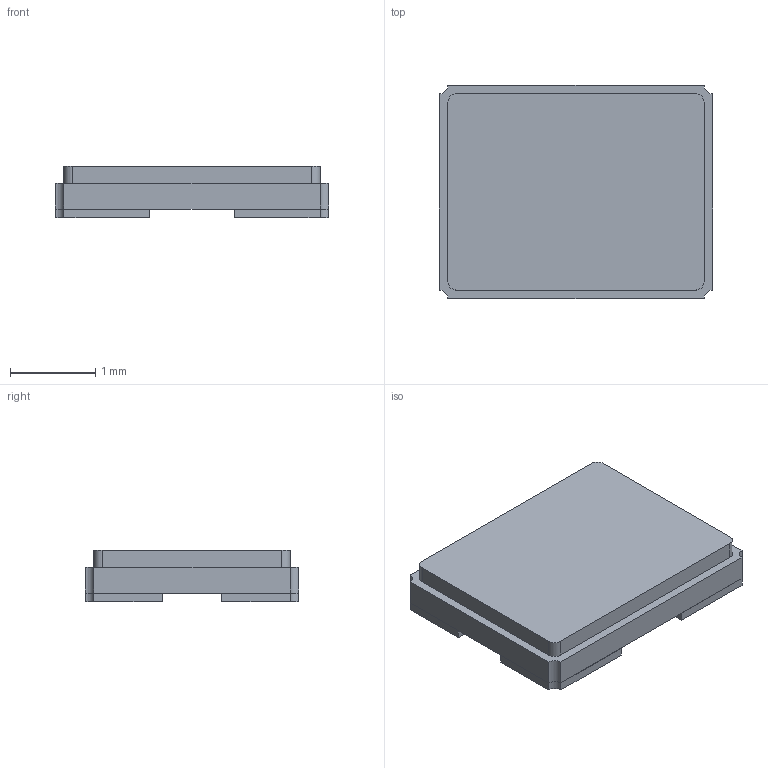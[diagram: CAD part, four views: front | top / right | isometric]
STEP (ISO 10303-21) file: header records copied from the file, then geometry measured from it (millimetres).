
FILE_DESCRIPTION (( 'STEP AP214' ), '1' );
FILE_NAME ('CRYSTAL-SMD-3_2X2_5.STEP', '2015-11-17T00:38:24', ( '' ), ( '' ), 'SwSTEP 2.0', 'SolidWorks 2014', '' );
FILE_SCHEMA (( 'AUTOMOTIVE_DESIGN' ));
Length unit declared in the file: millimetre
Products named in the file (1): CRYSTAL-SMD-3_2X2_5
Bounding box: 3.2 x 2.5 x 0.6 mm (x, y, z)
Volume: 4.2 mm3; surface area: 30.8 mm2
Topology: 5 solids, 5 shells, 47 faces, 108 edges, 72 vertices
Faces by surface type: plane 35, cylinder 12
Entity records: 1396 total; most frequent: CARTESIAN_POINT 228, DIRECTION 228, ORIENTED_EDGE 216, EDGE_CURVE 108, VECTOR 84, LINE 84, VERTEX_POINT 72, AXIS2_PLACEMENT_3D 72
